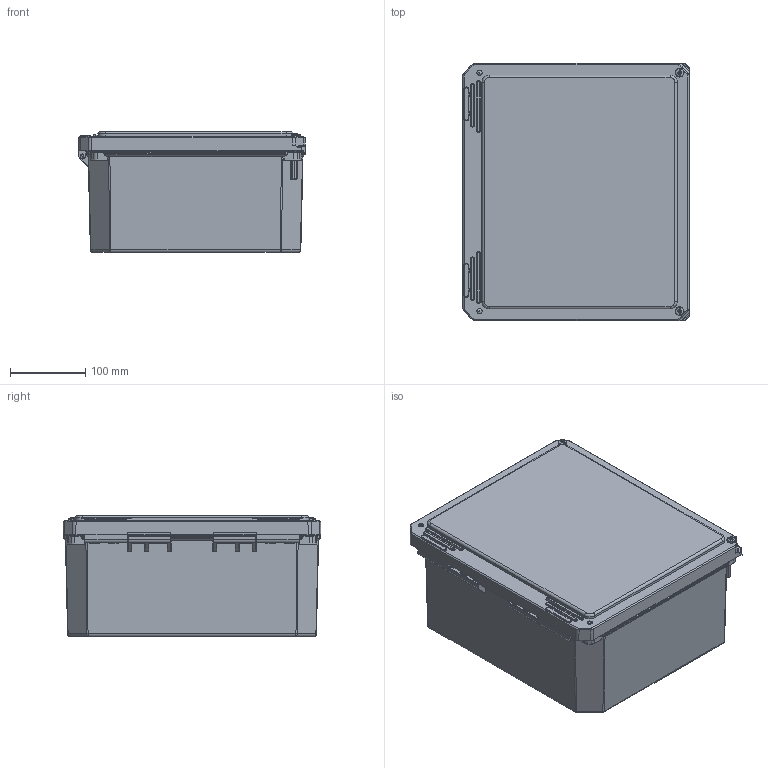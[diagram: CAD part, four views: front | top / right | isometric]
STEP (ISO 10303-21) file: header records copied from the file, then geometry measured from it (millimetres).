
FILE_DESCRIPTION(/* description */ (''),/* implementation_level */ '2;1');
FILE_NAME(/* name */ 'HW-121006CHSC.stp',/* time_stamp */ '2014-03-12T14:03:38-05:00',/* author */ ('pmescher'),/* organization */ (''),/* preprocessor_version */ 'ST-DEVELOPER v15.2',/* originating_system */ 'Autodesk Inventor 2014',/* authorisation */ '');
FILE_SCHEMA (('AUTOMOTIVE_DESIGN { 1 0 10303 214 3 1 1 }'));
Products named in the file (14): DS121006BOX; BRASS INSERT-(; BRASS INSERT-(_1; BRASS INSERT-(_2; RMHINGAT40006-03; BRASS INSERT-(_3; 1008 Vanity Plug; O_RING_COVER; DS COVER  BUSH; COVER SCREW; DS121006CVR; GA1210; WP1210HWU; DS121006HW_STP
Bounding box: 300.51 x 341.78 x 160.28 mm (x, y, z)
Volume: 1533187.9 mm3; surface area: 823775.9 mm2
Topology: 29 solids, 29 shells, 2243 faces, 5494 edges, 3224 vertices
Faces by surface type: cylinder 864, plane 713, bspline 388, torus 146, cone 80, sphere 52
Full cylindrical faces by diameter (mm): 3.429 x2, 3.48 x4, 3.81 x2, 3.861 x8, 3.962 x16, 5.055 x2, 5.3 x2, 5.563 x2, 5.766 x2, 6.248 x16, 6.401 x4, 6.426 x4, 7.938 x2, 11.049 x2, 11.43 x2
Entity records: 78497 total; most frequent: CARTESIAN_POINT 32148, DIRECTION 9856, ORIENTED_EDGE 9500, EDGE_CURVE 4750, AXIS2_PLACEMENT_3D 3808, VERTEX_POINT 2864, LINE 2240, VECTOR 2240
